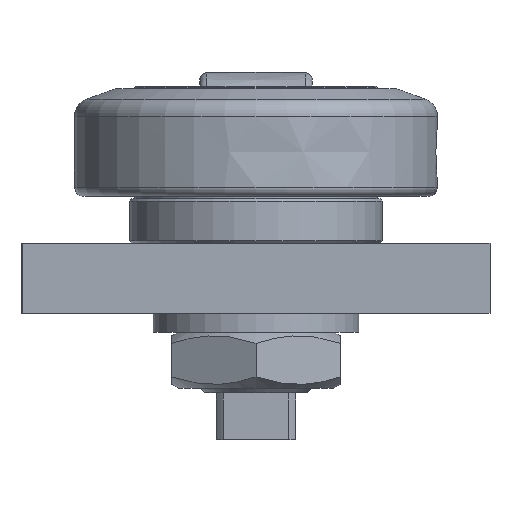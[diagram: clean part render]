
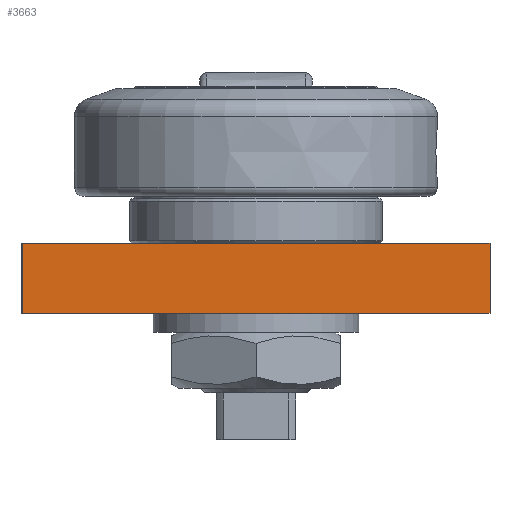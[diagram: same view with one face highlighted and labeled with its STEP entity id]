
A CAD part, left-side view. The second image highlights one B-rep face of the part: STEP entity #3663.
In plain terms, the highlighted planar face has unit normal (-1, 0, 0).
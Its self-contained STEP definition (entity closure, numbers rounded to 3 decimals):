
#282=LINE('',#6247,#579);
#327=LINE('',#6383,#624);
#328=LINE('',#6385,#625);
#329=LINE('',#6386,#626);
#579=VECTOR('',#4951,10.);
#624=VECTOR('',#5076,10.);
#625=VECTOR('',#5077,10.);
#626=VECTOR('',#5078,10.);
#867=PLANE('',#4065);
#1065=FACE_OUTER_BOUND('',#1311,.T.);
#1311=EDGE_LOOP('',(#3280,#3281,#3282,#3283));
#1834=VERTEX_POINT('',#6245);
#1835=VERTEX_POINT('',#6246);
#1886=VERTEX_POINT('',#6382);
#1887=VERTEX_POINT('',#6384);
#2306=EDGE_CURVE('',#1834,#1835,#282,.T.);
#2375=EDGE_CURVE('',#1886,#1835,#327,.T.);
#2376=EDGE_CURVE('',#1886,#1887,#328,.T.);
#2377=EDGE_CURVE('',#1887,#1834,#329,.T.);
#3280=ORIENTED_EDGE('',*,*,#2306,.T.);
#3281=ORIENTED_EDGE('',*,*,#2375,.F.);
#3282=ORIENTED_EDGE('',*,*,#2376,.T.);
#3283=ORIENTED_EDGE('',*,*,#2377,.T.);
#3663=ADVANCED_FACE('',(#1065),#867,.T.);
#4065=AXIS2_PLACEMENT_3D('',#6381,#5074,#5075);
#4951=DIRECTION('',(0.,1.,0.));
#5074=DIRECTION('center_axis',(-1.,0.,0.));
#5075=DIRECTION('ref_axis',(0.,0.,1.));
#5076=DIRECTION('',(0.,0.,1.));
#5077=DIRECTION('',(0.,-1.,0.));
#5078=DIRECTION('',(0.,0.,1.));
#6245=CARTESIAN_POINT('',(-127.526,-43.211,-7.65));
#6246=CARTESIAN_POINT('',(-127.526,56.789,-7.65));
#6247=CARTESIAN_POINT('',(-127.526,56.789,-7.65));
#6381=CARTESIAN_POINT('Origin',(-127.526,-43.211,-22.65));
#6382=CARTESIAN_POINT('',(-127.526,56.789,-22.65));
#6383=CARTESIAN_POINT('',(-127.526,56.789,-22.65));
#6384=CARTESIAN_POINT('',(-127.526,-43.211,-22.65));
#6385=CARTESIAN_POINT('',(-127.526,56.789,-22.65));
#6386=CARTESIAN_POINT('',(-127.526,-43.211,-22.65));
